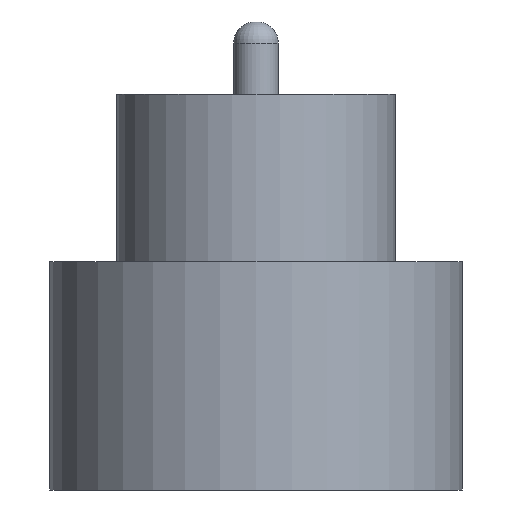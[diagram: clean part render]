
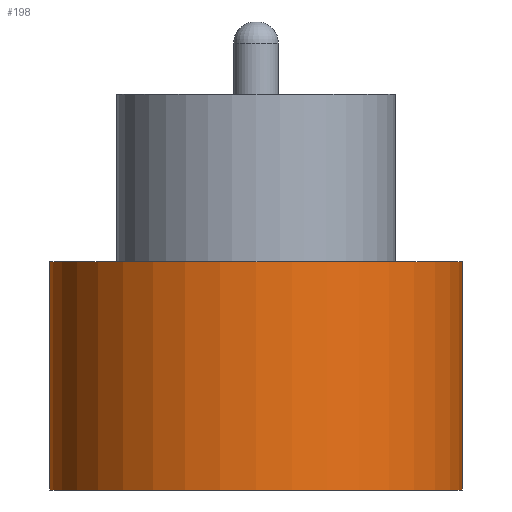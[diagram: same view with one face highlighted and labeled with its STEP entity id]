
A CAD part, front view. The second image highlights one B-rep face of the part: STEP entity #198.
In plain terms, the highlighted cylindrical face has radius 1.85 mm (diameter 3.7 mm), a partial arc.
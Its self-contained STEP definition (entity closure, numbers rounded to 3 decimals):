
#1 = CARTESIAN_POINT ( 'NONE',  ( 1.85, 0., -0.5 ) ) ;
#27 = CARTESIAN_POINT ( 'NONE',  ( 0., 0., 1.55 ) ) ;
#29 = AXIS2_PLACEMENT_3D ( 'NONE', #570, #699, #896 ) ;
#30 = DIRECTION ( 'NONE',  ( 1., 0., 0. ) ) ;
#38 = EDGE_CURVE ( 'NONE', #320, #231, #136, .T. ) ;
#55 = VECTOR ( 'NONE', #421, 1000. ) ;
#70 = AXIS2_PLACEMENT_3D ( 'NONE', #27, #544, #30 ) ;
#80 = CIRCLE ( 'NONE', #29, 1.85 ) ;
#88 = EDGE_CURVE ( 'NONE', #231, #847, #253, .T. ) ;
#93 = ORIENTED_EDGE ( 'NONE', *, *, #88, .F. ) ;
#100 = CYLINDRICAL_SURFACE ( 'NONE', #901, 1.85 ) ;
#111 = DIRECTION ( 'NONE',  ( 0., 0., -1. ) ) ;
#136 = CIRCLE ( 'NONE', #70, 1.85 ) ;
#170 = CARTESIAN_POINT ( 'NONE',  ( 1.85, 0., 3.05 ) ) ;
#198 = ADVANCED_FACE ( 'NONE', ( #607 ), #100, .T. ) ;
#231 = VERTEX_POINT ( 'NONE', #434 ) ;
#253 = LINE ( 'NONE', #170, #319 ) ;
#257 = DIRECTION ( 'NONE',  ( 0., 0., -1. ) ) ;
#291 = CARTESIAN_POINT ( 'NONE',  ( -1.85, 0., 1.55 ) ) ;
#319 = VECTOR ( 'NONE', #257, 1000. ) ;
#320 = VERTEX_POINT ( 'NONE', #291 ) ;
#421 = DIRECTION ( 'NONE',  ( 0., 0., -1. ) ) ;
#434 = CARTESIAN_POINT ( 'NONE',  ( 1.85, 0., 1.55 ) ) ;
#468 = ORIENTED_EDGE ( 'NONE', *, *, #711, .T. ) ;
#473 = CARTESIAN_POINT ( 'NONE',  ( -1.85, 0., 3.05 ) ) ;
#544 = DIRECTION ( 'NONE',  ( 0., 0., 1. ) ) ;
#551 = EDGE_CURVE ( 'NONE', #320, #848, #747, .T. ) ;
#554 = CARTESIAN_POINT ( 'NONE',  ( 0., 0., 3.05 ) ) ;
#570 = CARTESIAN_POINT ( 'NONE',  ( 0., 0., -0.5 ) ) ;
#587 = CARTESIAN_POINT ( 'NONE',  ( -1.85, 0., -0.5 ) ) ;
#607 = FACE_OUTER_BOUND ( 'NONE', #798, .T. ) ;
#699 = DIRECTION ( 'NONE',  ( 0., 0., 1. ) ) ;
#711 = EDGE_CURVE ( 'NONE', #848, #847, #80, .T. ) ;
#733 = ORIENTED_EDGE ( 'NONE', *, *, #38, .F. ) ;
#745 = DIRECTION ( 'NONE',  ( -1., 0., 0. ) ) ;
#747 = LINE ( 'NONE', #473, #55 ) ;
#798 = EDGE_LOOP ( 'NONE', ( #93, #733, #826, #468 ) ) ;
#826 = ORIENTED_EDGE ( 'NONE', *, *, #551, .T. ) ;
#847 = VERTEX_POINT ( 'NONE', #1 ) ;
#848 = VERTEX_POINT ( 'NONE', #587 ) ;
#896 = DIRECTION ( 'NONE',  ( 1., 0., 0. ) ) ;
#901 = AXIS2_PLACEMENT_3D ( 'NONE', #554, #111, #745 ) ;
